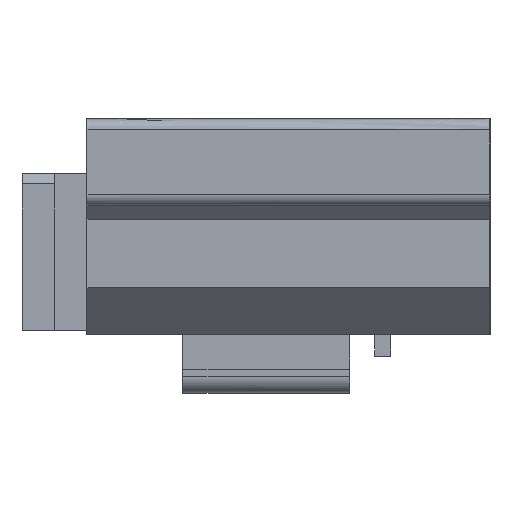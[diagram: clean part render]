
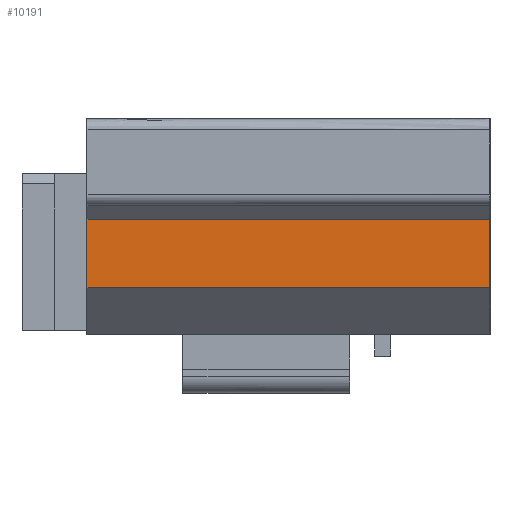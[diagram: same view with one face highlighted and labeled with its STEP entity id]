
A CAD part, left-side view. The second image highlights one B-rep face of the part: STEP entity #10191.
In plain terms, the highlighted free-form (B-spline) face has degree [1, 1] with [2, 2] control points.
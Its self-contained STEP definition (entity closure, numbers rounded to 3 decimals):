
#10141=CARTESIAN_POINT('V302',(-43.03,
   -18.6,10.63));
#10142=VERTEX_POINT('V302',#10141);
#10149=CARTESIAN_POINT('V405',(-43.03,
   18.6,10.63));
#10150=VERTEX_POINT('V405',#10149);
#10156=CARTESIAN_POINT('E636',(-43.03,
   -18.6,10.63));
#10157=CARTESIAN_POINT('E636',(-43.03,
   18.6,10.63));
#10158=B_SPLINE_CURVE_WITH_KNOTS('E636',1,(#10156,#10157),
   .POLYLINE_FORM.,.F.,.U.,(2,2),(0.0,5.905),
   .UNSPECIFIED.);
#10159=EDGE_CURVE('E636',#10142,#10150,#10158,.T.);
#10164=CARTESIAN_POINT('F214',(-43.03,
   -18.6,4.33));
#10165=CARTESIAN_POINT('F214',(-43.03,
   -18.6,10.63));
#10166=CARTESIAN_POINT('F214',(-43.03,
   18.6,4.33));
#10167=CARTESIAN_POINT('F214',(-43.03,
   18.6,10.63));
#10168=B_SPLINE_SURFACE_WITH_KNOTS('F214',1,1,((#10164,#10166),(
   #10165,#10167)),.PLANE_SURF.,.F.,.F.,.U.,(2,2),(2,2),(0.0,1.0),
   (0.0,5.905),.UNSPECIFIED.);
#10169=CARTESIAN_POINT('V303',(-43.03,
   -18.6,4.33));
#10170=VERTEX_POINT('V303',#10169);
#10171=CARTESIAN_POINT('E458',(-43.03,
   -18.6,4.33));
#10172=CARTESIAN_POINT('E458',(-43.03,
   -18.6,10.63));
#10173=QUASI_UNIFORM_CURVE('E458',1,(#10171,#10172),.POLYLINE_FORM.,
   .F.,.U.);
#10174=EDGE_CURVE('E458',#10170,#10142,#10173,.T.);
#10175=ORIENTED_EDGE('E458',*,*,#10174,.T.);
#10176=ORIENTED_EDGE('F213',*,*,#10159,.T.);
#10177=CARTESIAN_POINT('V403',(-43.03,
   18.6,4.33));
#10178=VERTEX_POINT('V403',#10177);
#10179=CARTESIAN_POINT('E608',(-43.03,
   18.6,10.63));
#10180=CARTESIAN_POINT('E608',(-43.03,
   18.6,4.33));
#10181=QUASI_UNIFORM_CURVE('E608',1,(#10179,#10180),.POLYLINE_FORM.,
   .F.,.U.);
#10182=EDGE_CURVE('E608',#10150,#10178,#10181,.T.);
#10183=ORIENTED_EDGE('E608',*,*,#10182,.T.);
#10184=CARTESIAN_POINT('E592',(-43.03,
   18.6,4.33));
#10185=CARTESIAN_POINT('E592',(-43.03,
   -18.6,4.33));
#10186=B_SPLINE_CURVE_WITH_KNOTS('E592',1,(#10184,#10185),
   .POLYLINE_FORM.,.F.,.U.,(2,2),(0.0,5.905),
   .UNSPECIFIED.);
#10187=EDGE_CURVE('E592',#10178,#10170,#10186,.T.);
#10188=ORIENTED_EDGE('E592',*,*,#10187,.T.);
#10189=EDGE_LOOP('F214',(#10175,#10176,#10183,#10188));
#10190=FACE_OUTER_BOUND('F214',#10189,.T.);
#10191=ADVANCED_FACE('F214',(#10190),#10168,.T.);
